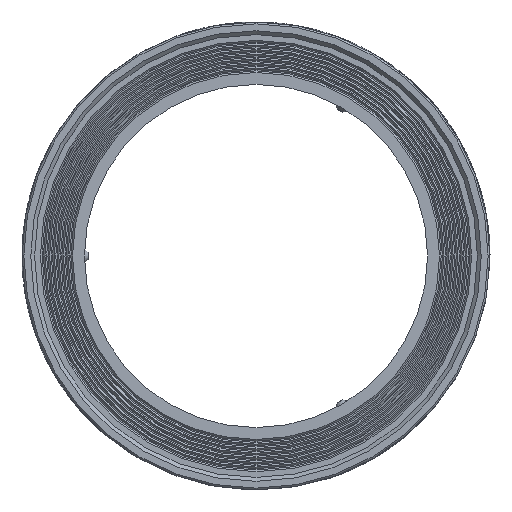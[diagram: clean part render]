
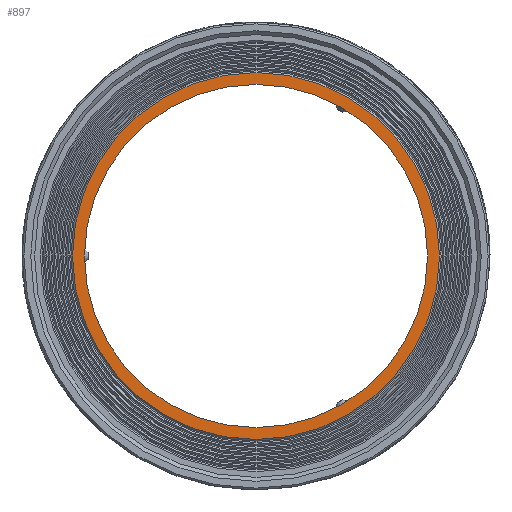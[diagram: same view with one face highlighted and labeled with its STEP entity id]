
A CAD part, left-side view. The second image highlights one B-rep face of the part: STEP entity #897.
In plain terms, the highlighted planar face has unit normal (-1, 0, 0).
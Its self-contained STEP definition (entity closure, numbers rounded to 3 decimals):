
#748=PLANE('',#3937);
#897=ADVANCED_FACE('',(#1089,#1090),#748,.T.);
#1089=FACE_BOUND('',#1327,.T.);
#1090=FACE_BOUND('',#1328,.T.);
#1327=EDGE_LOOP('',(#1667));
#1328=EDGE_LOOP('',(#1668));
#1667=ORIENTED_EDGE('',*,*,#3313,.T.);
#1668=ORIENTED_EDGE('',*,*,#3312,.F.);
#2761=VERTEX_POINT('',#4712);
#2762=VERTEX_POINT('',#4715);
#3312=EDGE_CURVE('',#2761,#2761,#3857,.T.);
#3313=EDGE_CURVE('',#2762,#2762,#3858,.T.);
#3857=CIRCLE('',#3934,18.7);
#3858=CIRCLE('',#3936,20.);
#3934=AXIS2_PLACEMENT_3D('',#4711,#4204,#4205);
#3936=AXIS2_PLACEMENT_3D('',#4714,#4208,#4209);
#3937=AXIS2_PLACEMENT_3D('',#4716,#4210,#4211);
#4204=DIRECTION('',(-1.,0.,0.));
#4205=DIRECTION('',(0.,0.,1.));
#4208=DIRECTION('',(-1.,0.,0.));
#4209=DIRECTION('',(0.,0.,1.));
#4210=DIRECTION('',(-1.,0.,0.));
#4211=DIRECTION('',(0.,0.,1.));
#4711=CARTESIAN_POINT('',(3.,0.,0.));
#4712=CARTESIAN_POINT('',(3.,0.,18.7));
#4714=CARTESIAN_POINT('',(3.,0.,0.));
#4715=CARTESIAN_POINT('',(3.,0.,20.));
#4716=CARTESIAN_POINT('',(3.,18.7,0.));
